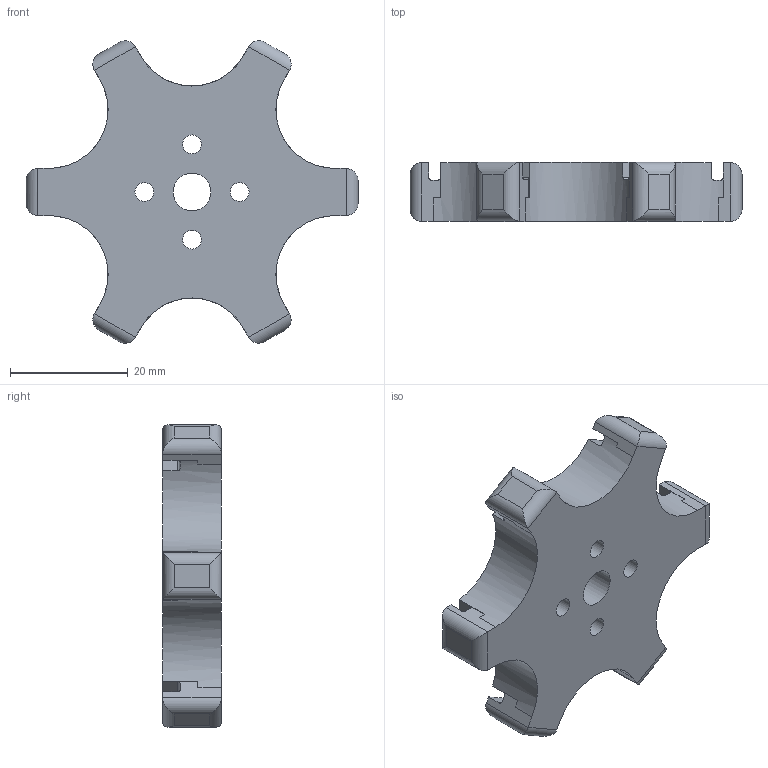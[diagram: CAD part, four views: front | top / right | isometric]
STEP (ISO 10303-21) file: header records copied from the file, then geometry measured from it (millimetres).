
FILE_DESCRIPTION(/* description */ (''),/* implementation_level */ '2;1');
FILE_NAME(/* name */ '',/* time_stamp */ '2025-12-24T19:25:02+03:00',/* author */ ('Phantom_HP2'),/* organization */ (''),/* preprocessor_version */ 'ST-DEVELOPER v20.1',/* originating_system */ 'Autodesk Inventor 2026',/* authorisation */ '');
FILE_SCHEMA (('AUTOMOTIVE_DESIGN { 1 0 10303 214 3 1 1 }'));
Length unit declared in the file: millimetre
Products named in the file (1): крючки2
Bounding box: 56.38 x 10 x 51.36 mm (x, y, z)
Volume: 14883.2 mm3; surface area: 5881.6 mm2
Topology: 1 solids, 1 shells, 109 faces, 297 edges, 198 vertices
Faces by surface type: plane 62, cylinder 47
Full cylindrical faces by diameter (mm): 3.2 x4, 6.4 x1
Entity records: 3558 total; most frequent: CARTESIAN_POINT 659, ORIENTED_EDGE 594, DIRECTION 593, EDGE_CURVE 297, LINE 209, VECTOR 209, AXIS2_PLACEMENT_3D 192, VERTEX_POINT 190
